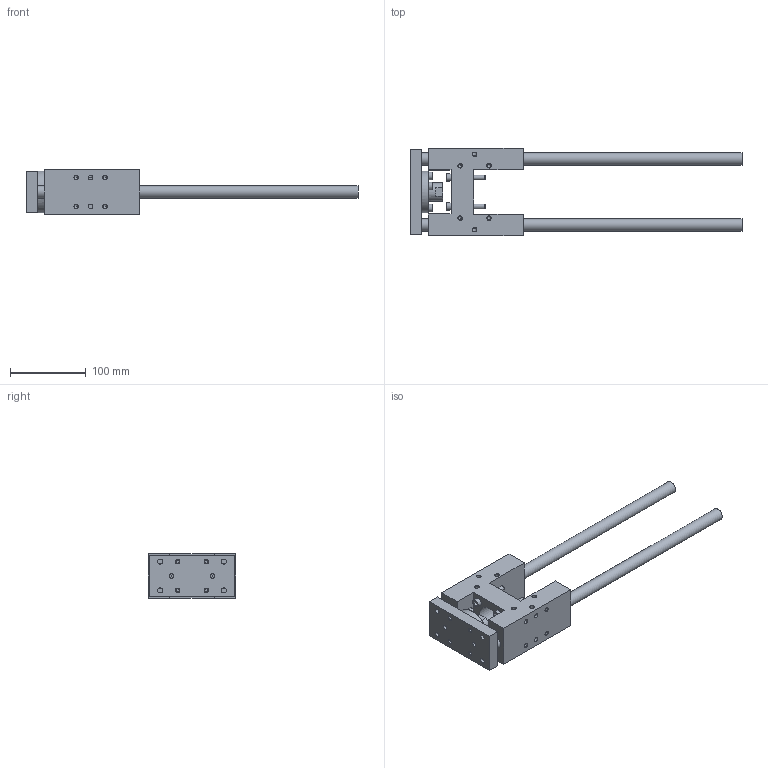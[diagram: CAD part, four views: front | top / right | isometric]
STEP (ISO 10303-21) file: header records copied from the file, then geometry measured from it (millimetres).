
FILE_DESCRIPTION(/* description */ (''),/* implementation_level */ '2;1');
FILE_NAME(/* name */ 'GULF40-250.stp',/* time_stamp */ '2017-05-01T10:20:21+10:00',/* author */ ('daud'),/* organization */ (''),/* preprocessor_version */ 'ST-DEVELOPER v16.5',/* originating_system */ 'Autodesk Inventor 2017',/* authorisation */ '');
FILE_SCHEMA (('AUTOMOTIVE_DESIGN { 1 0 10303 214 3 1 1 }'));
Length unit declared in the file: metre
Products named in the file (3): 3256_30; 1; 2
Assembly tree (2 placements, depth 2):
  3256_30
    1
    2
Bounding box: 437 x 115 x 58 mm (x, y, z)
Volume: 716001.2 mm3; surface area: 151294.3 mm2
Topology: 2 solids, 7 shells, 285 faces, 650 edges, 428 vertices
Faces by surface type: plane 153, cylinder 93, cone 39
Full cylindrical faces by diameter (mm): 4.918 x28, 6 x16, 6.2 x12, 6.5 x8, 6.6 x4, 10 x8, 10.647 x1, 11 x4, 16 x4, 24 x1, 26 x1, 34 x1, 35 x1, 37 x1, 55 x1
Entity records: 7003 total; most frequent: DIRECTION 1264, CARTESIAN_POINT 1094, ORIENTED_EDGE 896, AXIS2_PLACEMENT_3D 528, EDGE_LOOP 502, EDGE_CURVE 448, VERTEX_POINT 358, FACE_OUTER_BOUND 283
